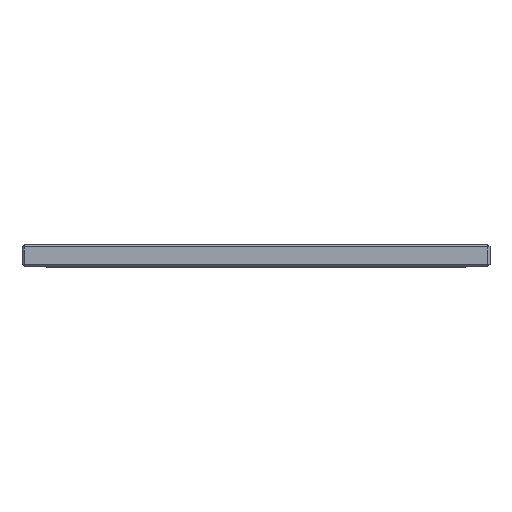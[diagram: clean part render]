
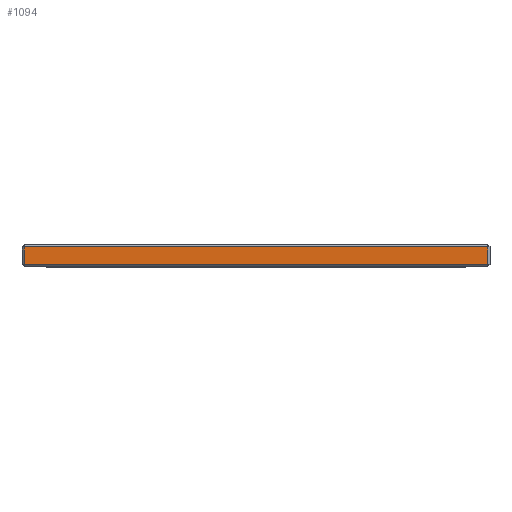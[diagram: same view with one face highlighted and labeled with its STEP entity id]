
A CAD part, top view. The second image highlights one B-rep face of the part: STEP entity #1094.
In plain terms, the highlighted planar face has unit normal (0, 0, 1).
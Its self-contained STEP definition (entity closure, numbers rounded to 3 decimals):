
#108 = PLANE ( 'NONE',  #1325 ) ;
#109 = DIRECTION ( 'NONE',  ( 1., 0., 0. ) ) ;
#113 = EDGE_CURVE ( 'NONE', #2608, #2685, #2065, .T. ) ;
#139 = CARTESIAN_POINT ( 'NONE',  ( -50.5, 4.763, 51. ) ) ;
#314 = FACE_OUTER_BOUND ( 'NONE', #775, .T. ) ;
#331 = CARTESIAN_POINT ( 'NONE',  ( -51., 4.763, 51. ) ) ;
#383 = ORIENTED_EDGE ( 'NONE', *, *, #113, .T. ) ;
#466 = VERTEX_POINT ( 'NONE', #672 ) ;
#474 = VECTOR ( 'NONE', #109, 1000. ) ;
#636 = VECTOR ( 'NONE', #1464, 1000. ) ;
#672 = CARTESIAN_POINT ( 'NONE',  ( -50.5, 0.5, 51. ) ) ;
#722 = DIRECTION ( 'NONE',  ( -1., 0., 0. ) ) ;
#745 = VERTEX_POINT ( 'NONE', #2678 ) ;
#775 = EDGE_LOOP ( 'NONE', ( #1647, #2306, #383, #1388 ) ) ;
#791 = EDGE_CURVE ( 'NONE', #2685, #466, #1694, .T. ) ;
#811 = EDGE_CURVE ( 'NONE', #745, #2608, #2781, .T. ) ;
#939 = CARTESIAN_POINT ( 'NONE',  ( -51., 4.263, 51. ) ) ;
#1094 = ADVANCED_FACE ( 'NONE', ( #314 ), #108, .F. ) ;
#1203 = CARTESIAN_POINT ( 'NONE',  ( -51., 0.5, 51. ) ) ;
#1325 = AXIS2_PLACEMENT_3D ( 'NONE', #331, #2274, #722 ) ;
#1388 = ORIENTED_EDGE ( 'NONE', *, *, #791, .T. ) ;
#1464 = DIRECTION ( 'NONE',  ( 0., 1., 0. ) ) ;
#1476 = CARTESIAN_POINT ( 'NONE',  ( 50.5, 4.763, 51. ) ) ;
#1486 = VECTOR ( 'NONE', #2016, 1000. ) ;
#1647 = ORIENTED_EDGE ( 'NONE', *, *, #1747, .T. ) ;
#1663 = DIRECTION ( 'NONE',  ( 0., -1., 0. ) ) ;
#1694 = LINE ( 'NONE', #139, #2099 ) ;
#1747 = EDGE_CURVE ( 'NONE', #466, #745, #2250, .T. ) ;
#2016 = DIRECTION ( 'NONE',  ( -1., 0., 0. ) ) ;
#2049 = CARTESIAN_POINT ( 'NONE',  ( 50.5, 4.263, 51. ) ) ;
#2065 = LINE ( 'NONE', #939, #1486 ) ;
#2074 = CARTESIAN_POINT ( 'NONE',  ( -50.5, 4.263, 51. ) ) ;
#2099 = VECTOR ( 'NONE', #1663, 1000. ) ;
#2250 = LINE ( 'NONE', #1203, #474 ) ;
#2274 = DIRECTION ( 'NONE',  ( 0., 0., -1. ) ) ;
#2306 = ORIENTED_EDGE ( 'NONE', *, *, #811, .T. ) ;
#2608 = VERTEX_POINT ( 'NONE', #2049 ) ;
#2678 = CARTESIAN_POINT ( 'NONE',  ( 50.5, 0.5, 51. ) ) ;
#2685 = VERTEX_POINT ( 'NONE', #2074 ) ;
#2781 = LINE ( 'NONE', #1476, #636 ) ;
